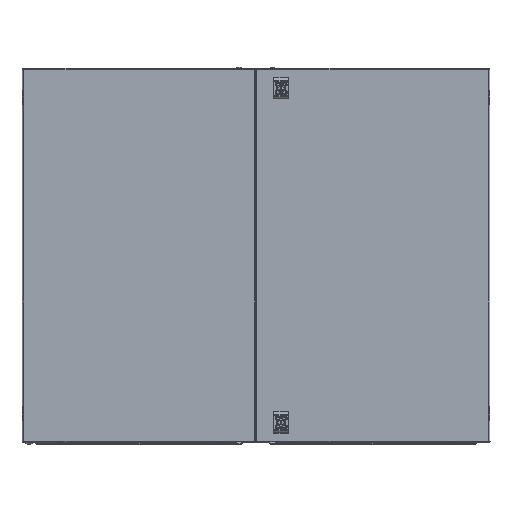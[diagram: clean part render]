
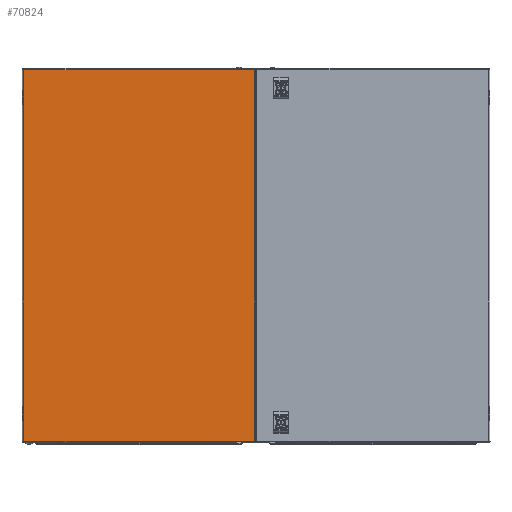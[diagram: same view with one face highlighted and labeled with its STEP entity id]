
A CAD part, top view. The second image highlights one B-rep face of the part: STEP entity #70824.
In plain terms, the highlighted face is planar.
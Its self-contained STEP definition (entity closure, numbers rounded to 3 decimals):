
#26 = LINE ( 'NONE', #95389, #35726 ) ;
#2364 = DIRECTION ( 'NONE',  ( 0., 0., 1. ) ) ;
#6505 = CARTESIAN_POINT ( 'NONE',  ( -246.5, 396.99, 0. ) ) ;
#10720 = CARTESIAN_POINT ( 'NONE',  ( -246.5, -397., 0. ) ) ;
#18941 = LINE ( 'NONE', #47874, #81214 ) ;
#20181 = PLANE ( 'NONE',  #58405 ) ;
#20726 = DIRECTION ( 'NONE',  ( 1., 0., 0. ) ) ;
#22527 = VERTEX_POINT ( 'NONE', #6505 ) ;
#25415 = CARTESIAN_POINT ( 'NONE',  ( 246.5, -396.99, 0. ) ) ;
#30318 = ORIENTED_EDGE ( 'NONE', *, *, #52833, .F. ) ;
#31345 = EDGE_CURVE ( 'NONE', #99683, #67812, #67806, .T. ) ;
#31600 = VERTEX_POINT ( 'NONE', #63807 ) ;
#35726 = VECTOR ( 'NONE', #103766, 1000. ) ;
#38536 = CARTESIAN_POINT ( 'NONE',  ( -246.5, 396.99, 0. ) ) ;
#39144 = CARTESIAN_POINT ( 'NONE',  ( -246.5, -396.99, 0. ) ) ;
#41026 = EDGE_CURVE ( 'NONE', #22527, #31600, #107159, .T. ) ;
#44198 = VECTOR ( 'NONE', #72031, 1000. ) ;
#45152 = ORIENTED_EDGE ( 'NONE', *, *, #90416, .F. ) ;
#47850 = EDGE_LOOP ( 'NONE', ( #105004, #30318, #73316, #45152 ) ) ;
#47874 = CARTESIAN_POINT ( 'NONE',  ( 246.5, 397., 0. ) ) ;
#52833 = EDGE_CURVE ( 'NONE', #99683, #31600, #18941, .T. ) ;
#56167 = VECTOR ( 'NONE', #93509, 1000. ) ;
#58405 = AXIS2_PLACEMENT_3D ( 'NONE', #10720, #2364, #20726 ) ;
#63807 = CARTESIAN_POINT ( 'NONE',  ( 246.5, 396.99, 0. ) ) ;
#65161 = DIRECTION ( 'NONE',  ( 0., 1., 0. ) ) ;
#67806 = LINE ( 'NONE', #77858, #56167 ) ;
#67812 = VERTEX_POINT ( 'NONE', #39144 ) ;
#70824 = ADVANCED_FACE ( 'NONE', ( #80976 ), #20181, .F. ) ;
#72031 = DIRECTION ( 'NONE',  ( 1., 0., 0. ) ) ;
#73316 = ORIENTED_EDGE ( 'NONE', *, *, #31345, .T. ) ;
#77858 = CARTESIAN_POINT ( 'NONE',  ( 246.5, -396.99, 0. ) ) ;
#80976 = FACE_OUTER_BOUND ( 'NONE', #47850, .T. ) ;
#81214 = VECTOR ( 'NONE', #65161, 1000. ) ;
#90416 = EDGE_CURVE ( 'NONE', #22527, #67812, #26, .T. ) ;
#93509 = DIRECTION ( 'NONE',  ( -1., 0., 0. ) ) ;
#95389 = CARTESIAN_POINT ( 'NONE',  ( -246.5, 397., 0. ) ) ;
#99683 = VERTEX_POINT ( 'NONE', #25415 ) ;
#103766 = DIRECTION ( 'NONE',  ( 0., -1., 0. ) ) ;
#105004 = ORIENTED_EDGE ( 'NONE', *, *, #41026, .T. ) ;
#107159 = LINE ( 'NONE', #38536, #44198 ) ;
